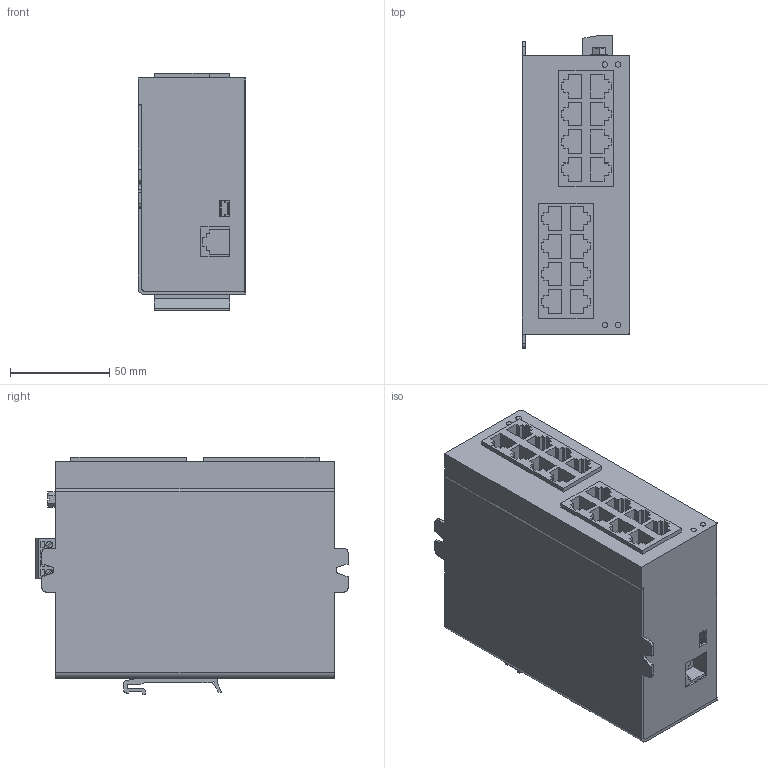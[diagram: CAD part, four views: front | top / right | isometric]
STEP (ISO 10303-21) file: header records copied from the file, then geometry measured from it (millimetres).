
FILE_DESCRIPTION (( 'STEP AP214' ), '1' );
FILE_NAME ('SE-SW16M.STEP', '2012-03-07T16:03:32', ( ' ' ), ( ' ' ), 'SwSTEP 2.0', 'SolidWorks 2011', '' );
FILE_SCHEMA (( 'AUTOMOTIVE_DESIGN' ));
Length unit declared in the file: inch
Products named in the file (1): SE-SW16M
Bounding box: 54.36 x 157.73 x 119.63 mm (x, y, z)
Volume: 831666.3 mm3; surface area: 110637.3 mm2
Topology: 1 solids, 1 shells, 472 faces, 1262 edges, 832 vertices
Faces by surface type: plane 428, cylinder 44
Full cylindrical faces by diameter (mm): 2.794 x4, 3.445 x4, 8.458 x1
Entity records: 20114 total; most frequent: CARTESIAN_POINT 2550, ORIENTED_EDGE 2498, DIRECTION 2303, EDGE_CURVE 1249, VECTOR 1141, LINE 1141, VERTEX_POINT 828, AXIS2_PLACEMENT_3D 581
